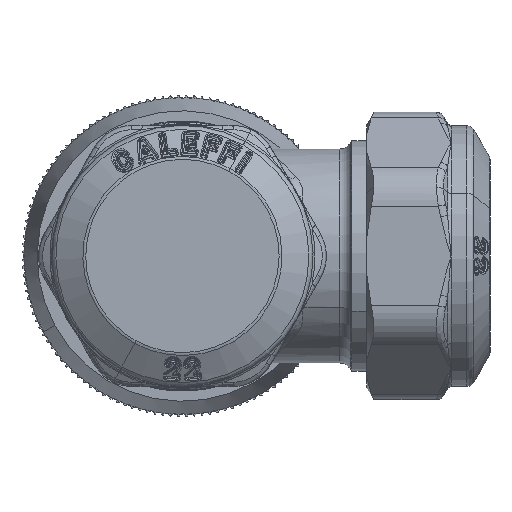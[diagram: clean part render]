
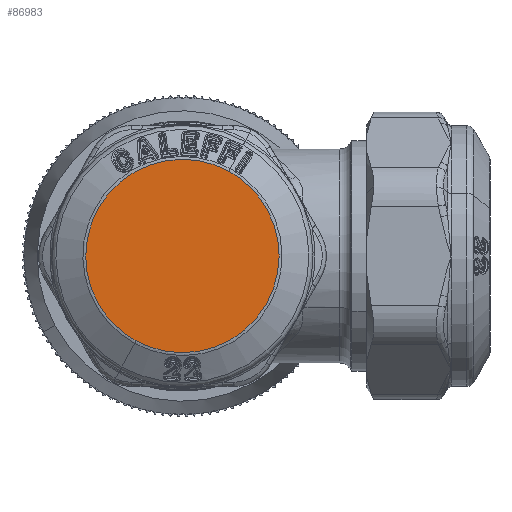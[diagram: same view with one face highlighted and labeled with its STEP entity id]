
A CAD part, front view. The second image highlights one B-rep face of the part: STEP entity #86983.
In plain terms, the highlighted planar face has unit normal (0, -1, 0).
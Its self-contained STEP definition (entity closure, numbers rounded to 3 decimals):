
#86912=CARTESIAN_POINT('Axis2P3D Location',(11.75,-33.385,0.)) ;
#86917=CARTESIAN_POINT('Axis2P3D Location',(0.,-33.385,0.)) ;
#86921=CARTESIAN_POINT('Vertex',(10.312,-33.385,5.633)) ;
#86923=CARTESIAN_POINT('Vertex',(5.633,-33.385,10.312)) ;
#86926=CARTESIAN_POINT('Axis2P3D Location',(0.,-33.385,0.)) ;
#86930=CARTESIAN_POINT('Vertex',(0.,-33.385,11.75)) ;
#86933=CARTESIAN_POINT('Axis2P3D Location',(0.,-33.385,0.)) ;
#86937=CARTESIAN_POINT('Vertex',(-11.75,-33.385,0.)) ;
#86940=CARTESIAN_POINT('Axis2P3D Location',(0.,-33.385,0.)) ;
#86944=CARTESIAN_POINT('Vertex',(-10.312,-33.385,-5.633)) ;
#86947=CARTESIAN_POINT('Axis2P3D Location',(0.,-33.385,0.)) ;
#86951=CARTESIAN_POINT('Vertex',(-5.633,-33.385,-10.312)) ;
#86954=CARTESIAN_POINT('Axis2P3D Location',(0.,-33.385,0.)) ;
#86958=CARTESIAN_POINT('Vertex',(0.,-33.385,-11.75)) ;
#86961=CARTESIAN_POINT('Axis2P3D Location',(0.,-33.385,0.)) ;
#86965=CARTESIAN_POINT('Vertex',(11.75,-33.385,0.)) ;
#86968=CARTESIAN_POINT('Axis2P3D Location',(0.,-33.385,0.)) ;
#86913=DIRECTION('Axis2P3D Direction',(0.,-1.,0.)) ;
#86914=DIRECTION('Axis2P3D XDirection',(1.,0.,0.)) ;
#86918=DIRECTION('Axis2P3D Direction',(0.,-1.,0.)) ;
#86927=DIRECTION('Axis2P3D Direction',(0.,-1.,0.)) ;
#86934=DIRECTION('Axis2P3D Direction',(0.,-1.,0.)) ;
#86941=DIRECTION('Axis2P3D Direction',(0.,-1.,0.)) ;
#86948=DIRECTION('Axis2P3D Direction',(0.,-1.,0.)) ;
#86955=DIRECTION('Axis2P3D Direction',(0.,-1.,0.)) ;
#86962=DIRECTION('Axis2P3D Direction',(0.,-1.,0.)) ;
#86969=DIRECTION('Axis2P3D Direction',(0.,-1.,0.)) ;
#86915=AXIS2_PLACEMENT_3D('Plane Axis2P3D',#86912,#86913,#86914) ;
#86919=AXIS2_PLACEMENT_3D('Circle Axis2P3D',#86917,#86918,$) ;
#86928=AXIS2_PLACEMENT_3D('Circle Axis2P3D',#86926,#86927,$) ;
#86935=AXIS2_PLACEMENT_3D('Circle Axis2P3D',#86933,#86934,$) ;
#86942=AXIS2_PLACEMENT_3D('Circle Axis2P3D',#86940,#86941,$) ;
#86949=AXIS2_PLACEMENT_3D('Circle Axis2P3D',#86947,#86948,$) ;
#86956=AXIS2_PLACEMENT_3D('Circle Axis2P3D',#86954,#86955,$) ;
#86963=AXIS2_PLACEMENT_3D('Circle Axis2P3D',#86961,#86962,$) ;
#86970=AXIS2_PLACEMENT_3D('Circle Axis2P3D',#86968,#86969,$) ;
#86920=CIRCLE('generated circle',#86919,11.75) ;
#86929=CIRCLE('generated circle',#86928,11.75) ;
#86936=CIRCLE('generated circle',#86935,11.75) ;
#86943=CIRCLE('generated circle',#86942,11.75) ;
#86950=CIRCLE('generated circle',#86949,11.75) ;
#86957=CIRCLE('generated circle',#86956,11.75) ;
#86964=CIRCLE('generated circle',#86963,11.75) ;
#86971=CIRCLE('generated circle',#86970,11.75) ;
#86916=PLANE('',#86915) ;
#86925=EDGE_CURVE('',#86922,#86924,#86920,.T.) ;
#86932=EDGE_CURVE('',#86924,#86931,#86929,.T.) ;
#86939=EDGE_CURVE('',#86931,#86938,#86936,.T.) ;
#86946=EDGE_CURVE('',#86938,#86945,#86943,.T.) ;
#86953=EDGE_CURVE('',#86945,#86952,#86950,.T.) ;
#86960=EDGE_CURVE('',#86952,#86959,#86957,.T.) ;
#86967=EDGE_CURVE('',#86959,#86966,#86964,.T.) ;
#86972=EDGE_CURVE('',#86966,#86922,#86971,.T.) ;
#86974=ORIENTED_EDGE('',*,*,#86925,.T.) ;
#86975=ORIENTED_EDGE('',*,*,#86932,.T.) ;
#86976=ORIENTED_EDGE('',*,*,#86939,.T.) ;
#86977=ORIENTED_EDGE('',*,*,#86946,.T.) ;
#86978=ORIENTED_EDGE('',*,*,#86953,.T.) ;
#86979=ORIENTED_EDGE('',*,*,#86960,.T.) ;
#86980=ORIENTED_EDGE('',*,*,#86967,.T.) ;
#86981=ORIENTED_EDGE('',*,*,#86972,.T.) ;
#86973=EDGE_LOOP('',(#86974,#86975,#86976,#86977,#86978,#86979,#86980,#86981)) ;
#86922=VERTEX_POINT('',#86921) ;
#86924=VERTEX_POINT('',#86923) ;
#86931=VERTEX_POINT('',#86930) ;
#86938=VERTEX_POINT('',#86937) ;
#86945=VERTEX_POINT('',#86944) ;
#86952=VERTEX_POINT('',#86951) ;
#86959=VERTEX_POINT('',#86958) ;
#86966=VERTEX_POINT('',#86965) ;
#86983=ADVANCED_FACE('PartBody',(#86982),#86916,.T.) ;
#86982=FACE_OUTER_BOUND('',#86973,.T.) ;
